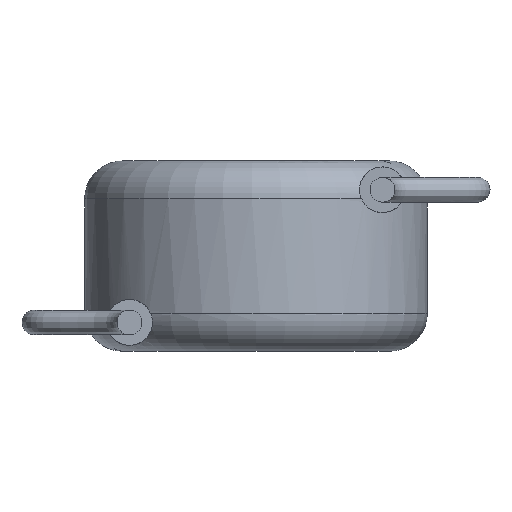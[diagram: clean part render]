
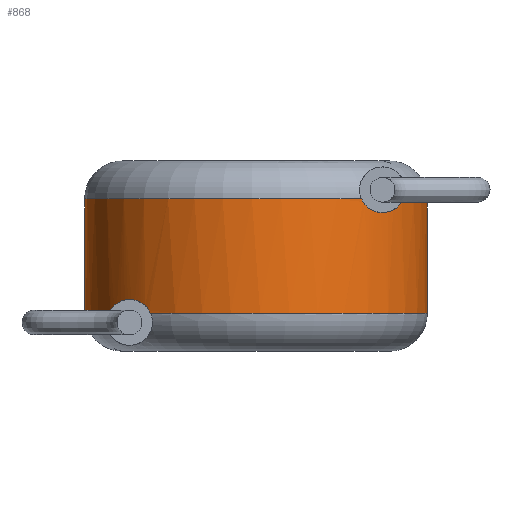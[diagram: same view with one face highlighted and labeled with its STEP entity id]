
A CAD part, front view. The second image highlights one B-rep face of the part: STEP entity #868.
In plain terms, the highlighted cylindrical face has radius 4.5 mm (diameter 9 mm), a partial arc.
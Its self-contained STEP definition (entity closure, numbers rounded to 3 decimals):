
#2 = CARTESIAN_POINT ( 'NONE',  ( 4.5, 0., 5. ) ) ;
#10 = CARTESIAN_POINT ( 'NONE',  ( -3.318, -3.041, 1.36 ) ) ;
#20 = CIRCLE ( 'NONE', #700, 4.5 ) ;
#133 = CARTESIAN_POINT ( 'NONE',  ( -3.87, -2.297, 1. ) ) ;
#174 = DIRECTION ( 'NONE',  ( 0., 0., -1. ) ) ;
#177 = CIRCLE ( 'NONE', #3801, 4.5 ) ;
#191 = CARTESIAN_POINT ( 'NONE',  ( -2.772, -3.545, 1. ) ) ;
#319 = CARTESIAN_POINT ( 'NONE',  ( -3.474, -2.865, 1.347 ) ) ;
#324 = VERTEX_POINT ( 'NONE', #191 ) ;
#344 = CARTESIAN_POINT ( 'NONE',  ( -3.699, -2.564, 1.227 ) ) ;
#376 = CARTESIAN_POINT ( 'NONE',  ( -2.939, -3.411, 1.236 ) ) ;
#455 = ORIENTED_EDGE ( 'NONE', *, *, #2059, .F. ) ;
#514 = CARTESIAN_POINT ( 'NONE',  ( 2.923, -3.424, 3.779 ) ) ;
#530 = CARTESIAN_POINT ( 'NONE',  ( 2.772, -3.545, 4. ) ) ;
#572 = CARTESIAN_POINT ( 'NONE',  ( -4.5, 0., 1. ) ) ;
#611 = DIRECTION ( 'NONE',  ( 0., 0., 1. ) ) ;
#627 = DIRECTION ( 'NONE',  ( 0., 0., -1. ) ) ;
#660 = VERTEX_POINT ( 'NONE', #1984 ) ;
#673 = EDGE_CURVE ( 'NONE', #1318, #3193, #20, .T. ) ;
#684 = CARTESIAN_POINT ( 'NONE',  ( -3.811, -2.394, 1.109 ) ) ;
#700 = AXIS2_PLACEMENT_3D ( 'NONE', #2962, #1609, #1936 ) ;
#715 = ORIENTED_EDGE ( 'NONE', *, *, #673, .T. ) ;
#868 = ADVANCED_FACE ( 'NONE', ( #1889 ), #931, .T. ) ;
#908 = DIRECTION ( 'NONE',  ( 1., 0., 0. ) ) ;
#931 = CYLINDRICAL_SURFACE ( 'NONE', #3449, 4.5 ) ;
#1012 = B_SPLINE_CURVE_WITH_KNOTS ( 'NONE', 3,
 ( #530, #3169, #514, #3754, #3771, #4086 ),
 .UNSPECIFIED., .F., .F.,
 ( 4, 2, 4 ),
 ( 0.002, 0.003, 0.003 ),
 .UNSPECIFIED. ) ;
#1019 = DIRECTION ( 'NONE',  ( 0., 0., -1. ) ) ;
#1029 = VERTEX_POINT ( 'NONE', #2988 ) ;
#1075 = CARTESIAN_POINT ( 'NONE',  ( 0., 0., 5. ) ) ;
#1111 = CIRCLE ( 'NONE', #3488, 4.5 ) ;
#1163 = DIRECTION ( 'NONE',  ( -1., 0., 0. ) ) ;
#1199 = VERTEX_POINT ( 'NONE', #4116 ) ;
#1256 = CARTESIAN_POINT ( 'NONE',  ( 0., 0., 1. ) ) ;
#1258 = CARTESIAN_POINT ( 'NONE',  ( 3.726, -2.524, 3.796 ) ) ;
#1274 = CARTESIAN_POINT ( 'NONE',  ( 3.321, -3.037, 3.642 ) ) ;
#1276 = LINE ( 'NONE', #2, #3755 ) ;
#1318 = VERTEX_POINT ( 'NONE', #572 ) ;
#1416 = ORIENTED_EDGE ( 'NONE', *, *, #2331, .F. ) ;
#1450 = EDGE_CURVE ( 'NONE', #324, #3193, #3020, .T. ) ;
#1485 = CARTESIAN_POINT ( 'NONE',  ( -4.5, 0., 5. ) ) ;
#1515 = VERTEX_POINT ( 'NONE', #2635 ) ;
#1574 = ORIENTED_EDGE ( 'NONE', *, *, #2851, .T. ) ;
#1609 = DIRECTION ( 'NONE',  ( 0., 0., 1. ) ) ;
#1703 = DIRECTION ( 'NONE',  ( 0., 0., -1. ) ) ;
#1716 = EDGE_LOOP ( 'NONE', ( #4016, #1574, #1416, #455, #3987, #2853, #715, #3580, #2170 ) ) ;
#1741 = CARTESIAN_POINT ( 'NONE',  ( 3.87, -2.297, 4. ) ) ;
#1745 = VERTEX_POINT ( 'NONE', #1741 ) ;
#1748 = DIRECTION ( 'NONE',  ( 1., 0., 0. ) ) ;
#1889 = FACE_OUTER_BOUND ( 'NONE', #1716, .T. ) ;
#1919 = CARTESIAN_POINT ( 'NONE',  ( 3.87, -2.297, 4. ) ) ;
#1930 = CARTESIAN_POINT ( 'NONE',  ( -3.738, -2.506, 1.192 ) ) ;
#1936 = DIRECTION ( 'NONE',  ( 1., 0., 0. ) ) ;
#1984 = CARTESIAN_POINT ( 'NONE',  ( 4.5, 0., 4. ) ) ;
#1989 = CARTESIAN_POINT ( 'NONE',  ( -3.265, -3.098, 1.358 ) ) ;
#2059 = EDGE_CURVE ( 'NONE', #1199, #1029, #1012, .T. ) ;
#2103 = AXIS2_PLACEMENT_3D ( 'NONE', #1256, #611, #908 ) ;
#2170 = ORIENTED_EDGE ( 'NONE', *, *, #2575, .T. ) ;
#2291 = CARTESIAN_POINT ( 'NONE',  ( 3.682, -2.588, 3.76 ) ) ;
#2309 = EDGE_CURVE ( 'NONE', #660, #1515, #1276, .T. ) ;
#2331 = EDGE_CURVE ( 'NONE', #1029, #1745, #4007, .T. ) ;
#2575 = EDGE_CURVE ( 'NONE', #324, #1515, #3157, .T. ) ;
#2576 = CARTESIAN_POINT ( 'NONE',  ( 3.806, -2.403, 3.884 ) ) ;
#2585 = CARTESIAN_POINT ( 'NONE',  ( -3.57, -2.743, 1.313 ) ) ;
#2611 = CARTESIAN_POINT ( 'NONE',  ( -3.87, -2.297, 1. ) ) ;
#2635 = CARTESIAN_POINT ( 'NONE',  ( 4.5, 0., 1. ) ) ;
#2851 = EDGE_CURVE ( 'NONE', #660, #1745, #177, .T. ) ;
#2853 = ORIENTED_EDGE ( 'NONE', *, *, #3811, .T. ) ;
#2855 = VECTOR ( 'NONE', #1019, 1000. ) ;
#2872 = CARTESIAN_POINT ( 'NONE',  ( 3.435, -2.912, 3.642 ) ) ;
#2912 = CARTESIAN_POINT ( 'NONE',  ( 3.841, -2.344, 3.936 ) ) ;
#2917 = CARTESIAN_POINT ( 'NONE',  ( -3.844, -2.341, 1.059 ) ) ;
#2962 = CARTESIAN_POINT ( 'NONE',  ( 0., 0., 1. ) ) ;
#2988 = CARTESIAN_POINT ( 'NONE',  ( 3.321, -3.037, 3.642 ) ) ;
#3020 = B_SPLINE_CURVE_WITH_KNOTS ( 'NONE', 3,
 ( #3893, #3565, #376, #4183, #4169, #1989, #10, #319, #2585, #344, #1930, #684, #2917, #2611 ),
 .UNSPECIFIED., .F., .F.,
 ( 4, 2, 2, 2, 2, 2, 4 ),
 ( 0.002, 0.003, 0.003, 0.003, 0.004, 0.004, 0.004 ),
 .UNSPECIFIED. ) ;
#3157 = CIRCLE ( 'NONE', #2103, 4.5 ) ;
#3169 = CARTESIAN_POINT ( 'NONE',  ( 2.828, -3.501, 3.873 ) ) ;
#3193 = VERTEX_POINT ( 'NONE', #133 ) ;
#3208 = LINE ( 'NONE', #1485, #2855 ) ;
#3449 = AXIS2_PLACEMENT_3D ( 'NONE', #1075, #174, #1163 ) ;
#3488 = AXIS2_PLACEMENT_3D ( 'NONE', #3654, #1703, #1748 ) ;
#3536 = DIRECTION ( 'NONE',  ( 0., 0., -1. ) ) ;
#3565 = CARTESIAN_POINT ( 'NONE',  ( -2.833, -3.497, 1.138 ) ) ;
#3580 = ORIENTED_EDGE ( 'NONE', *, *, #1450, .F. ) ;
#3635 = CARTESIAN_POINT ( 'NONE',  ( -4.5, 0., 4. ) ) ;
#3654 = CARTESIAN_POINT ( 'NONE',  ( 0., 0., 4. ) ) ;
#3754 = CARTESIAN_POINT ( 'NONE',  ( 3.119, -3.246, 3.666 ) ) ;
#3755 = VECTOR ( 'NONE', #3536, 1000. ) ;
#3771 = CARTESIAN_POINT ( 'NONE',  ( 3.224, -3.143, 3.642 ) ) ;
#3801 = AXIS2_PLACEMENT_3D ( 'NONE', #3839, #627, #3857 ) ;
#3811 = EDGE_CURVE ( 'NONE', #3942, #1318, #3208, .T. ) ;
#3839 = CARTESIAN_POINT ( 'NONE',  ( 0., 0., 4. ) ) ;
#3857 = DIRECTION ( 'NONE',  ( 1., 0., 0. ) ) ;
#3893 = CARTESIAN_POINT ( 'NONE',  ( -2.772, -3.545, 1. ) ) ;
#3909 = EDGE_CURVE ( 'NONE', #1199, #3942, #1111, .T. ) ;
#3942 = VERTEX_POINT ( 'NONE', #3635 ) ;
#3987 = ORIENTED_EDGE ( 'NONE', *, *, #3909, .T. ) ;
#4007 = B_SPLINE_CURVE_WITH_KNOTS ( 'NONE', 3,
 ( #1274, #2872, #4139, #2291, #1258, #2576, #2912, #1919 ),
 .UNSPECIFIED., .F., .F.,
 ( 4, 2, 2, 4 ),
 ( 0.003, 0.004, 0.004, 0.004 ),
 .UNSPECIFIED. ) ;
#4016 = ORIENTED_EDGE ( 'NONE', *, *, #2309, .F. ) ;
#4086 = CARTESIAN_POINT ( 'NONE',  ( 3.321, -3.037, 3.642 ) ) ;
#4116 = CARTESIAN_POINT ( 'NONE',  ( 2.772, -3.545, 4. ) ) ;
#4139 = CARTESIAN_POINT ( 'NONE',  ( 3.541, -2.781, 3.673 ) ) ;
#4169 = CARTESIAN_POINT ( 'NONE',  ( -3.156, -3.208, 1.338 ) ) ;
#4183 = CARTESIAN_POINT ( 'NONE',  ( -3.1, -3.262, 1.319 ) ) ;
